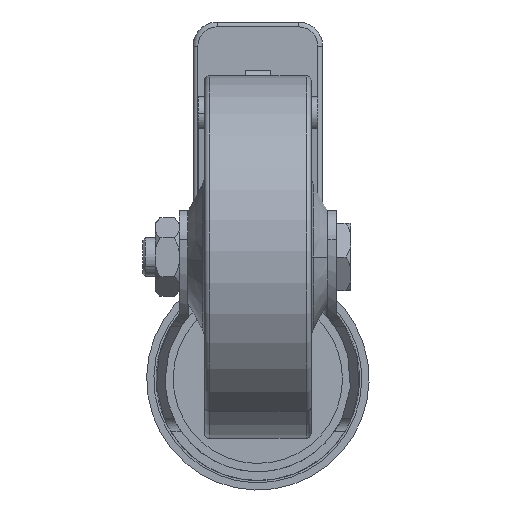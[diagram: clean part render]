
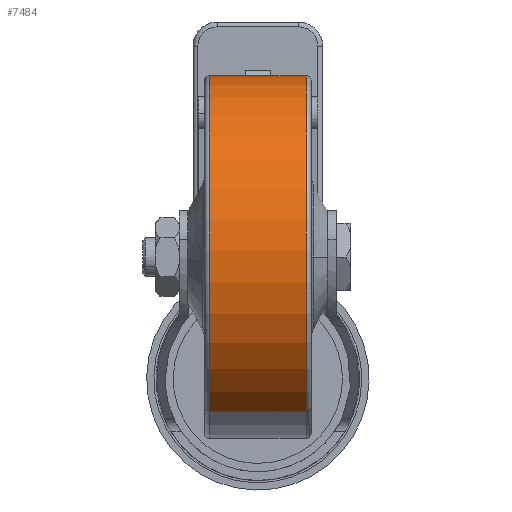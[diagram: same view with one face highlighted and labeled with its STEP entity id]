
A CAD part, front view. The second image highlights one B-rep face of the part: STEP entity #7484.
In plain terms, the highlighted cylindrical face has radius 37.5 mm (diameter 75 mm), a partial arc.
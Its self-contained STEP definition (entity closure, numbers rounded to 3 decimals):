
#189 = CARTESIAN_POINT ( 'NONE',  ( -37.5, 0., -10. ) ) ;
#275 = CARTESIAN_POINT ( 'NONE',  ( 37.5, 0., -10. ) ) ;
#360 = CARTESIAN_POINT ( 'NONE',  ( 0., 0., 10. ) ) ;
#446 = VERTEX_POINT ( 'NONE', #3180 ) ;
#515 = ORIENTED_EDGE ( 'NONE', *, *, #7055, .T. ) ;
#520 = DIRECTION ( 'NONE',  ( 0., 0., -1. ) ) ;
#637 = EDGE_LOOP ( 'NONE', ( #5631, #7500, #515, #1360 ) ) ;
#908 = CIRCLE ( 'NONE', #986, 37.5 ) ;
#986 = AXIS2_PLACEMENT_3D ( 'NONE', #3019, #7535, #3671 ) ;
#1005 = DIRECTION ( 'NONE',  ( 1., 0., 0. ) ) ;
#1136 = LINE ( 'NONE', #1861, #2870 ) ;
#1228 = CIRCLE ( 'NONE', #4583, 37.5 ) ;
#1360 = ORIENTED_EDGE ( 'NONE', *, *, #5075, .T. ) ;
#1861 = CARTESIAN_POINT ( 'NONE',  ( -37.5, 0., 11. ) ) ;
#2290 = DIRECTION ( 'NONE',  ( 0., 0., -1. ) ) ;
#2330 = DIRECTION ( 'NONE',  ( 0., 0., -1. ) ) ;
#2366 = CARTESIAN_POINT ( 'NONE',  ( -37.5, 0., 10. ) ) ;
#2870 = VECTOR ( 'NONE', #520, 1000. ) ;
#2939 = DIRECTION ( 'NONE',  ( -1., 0., 0. ) ) ;
#3019 = CARTESIAN_POINT ( 'NONE',  ( 0., 0., -10. ) ) ;
#3176 = CYLINDRICAL_SURFACE ( 'NONE', #6838, 37.5 ) ;
#3180 = CARTESIAN_POINT ( 'NONE',  ( 37.5, 0., 10. ) ) ;
#3309 = EDGE_CURVE ( 'NONE', #446, #4939, #6957, .T. ) ;
#3671 = DIRECTION ( 'NONE',  ( 1., 0., 0. ) ) ;
#4583 = AXIS2_PLACEMENT_3D ( 'NONE', #360, #4891, #1005 ) ;
#4891 = DIRECTION ( 'NONE',  ( 0., 0., -1. ) ) ;
#4939 = VERTEX_POINT ( 'NONE', #275 ) ;
#5020 = VECTOR ( 'NONE', #2330, 1000. ) ;
#5075 = EDGE_CURVE ( 'NONE', #8379, #4939, #908, .T. ) ;
#5083 = VERTEX_POINT ( 'NONE', #2366 ) ;
#5089 = FACE_OUTER_BOUND ( 'NONE', #637, .T. ) ;
#5631 = ORIENTED_EDGE ( 'NONE', *, *, #3309, .F. ) ;
#6838 = AXIS2_PLACEMENT_3D ( 'NONE', #7465, #2290, #2939 ) ;
#6861 = CARTESIAN_POINT ( 'NONE',  ( 37.5, 0., 11. ) ) ;
#6957 = LINE ( 'NONE', #6861, #5020 ) ;
#7055 = EDGE_CURVE ( 'NONE', #5083, #8379, #1136, .T. ) ;
#7465 = CARTESIAN_POINT ( 'NONE',  ( 0., 0., 11. ) ) ;
#7484 = ADVANCED_FACE ( 'NONE', ( #5089 ), #3176, .T. ) ;
#7500 = ORIENTED_EDGE ( 'NONE', *, *, #8112, .T. ) ;
#7535 = DIRECTION ( 'NONE',  ( 0., 0., 1. ) ) ;
#8112 = EDGE_CURVE ( 'NONE', #446, #5083, #1228, .T. ) ;
#8379 = VERTEX_POINT ( 'NONE', #189 ) ;
